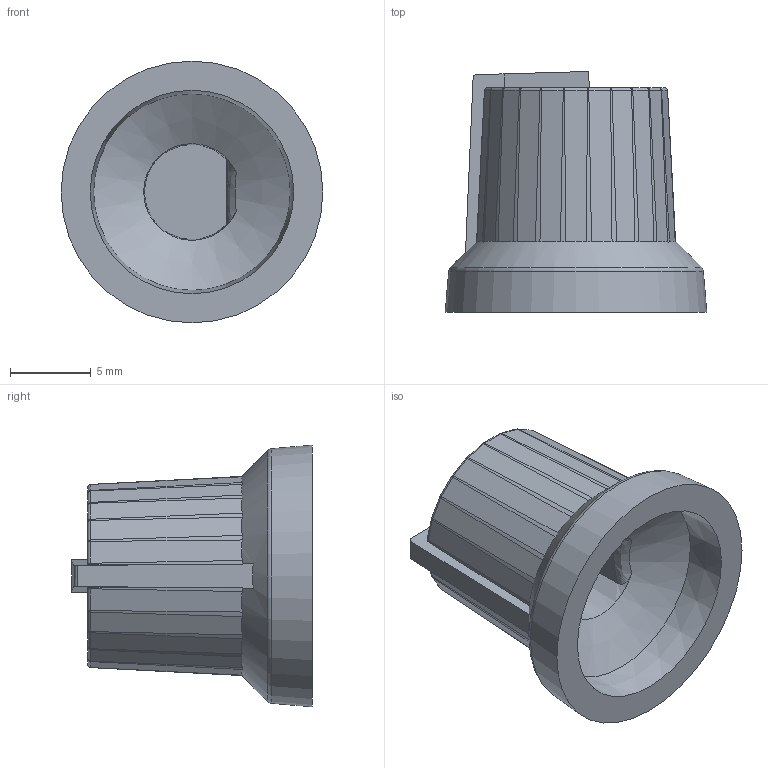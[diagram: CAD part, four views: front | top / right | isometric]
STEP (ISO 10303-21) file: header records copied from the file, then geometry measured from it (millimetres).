
FILE_DESCRIPTION(/* description */ (''),/* implementation_level */ '2;1');
FILE_NAME(/* name */ 'K87MBR 6mm D.stp',/* time_stamp */ '2017-11-10T11:18:30+00:00',/* author */ ('nbeasley'),/* organization */ (''),/* preprocessor_version */ 'ST-DEVELOPER v16.1',/* originating_system */ 'Autodesk Inventor 2016',/* authorisation */ '');
FILE_SCHEMA (('AUTOMOTIVE_DESIGN { 1 0 10303 214 3 1 1 }'));
Length unit declared in the file: millimetre
Products named in the file (1): K87MBR 6mm D
Bounding box: 16.2 x 14.9 x 16.2 mm (x, y, z)
Volume: 1244.9 mm3; surface area: 1177.5 mm2
Topology: 1 solids, 1 shells, 117 faces, 339 edges, 225 vertices
Faces by surface type: plane 36, cone 29, cylinder 26, torus 25, bspline 1
Entity records: 4320 total; most frequent: CARTESIAN_POINT 1514, ORIENTED_EDGE 664, DIRECTION 471, EDGE_CURVE 332, VERTEX_POINT 223, AXIS2_PLACEMENT_3D 200, EDGE_LOOP 123, STYLED_ITEM 118
